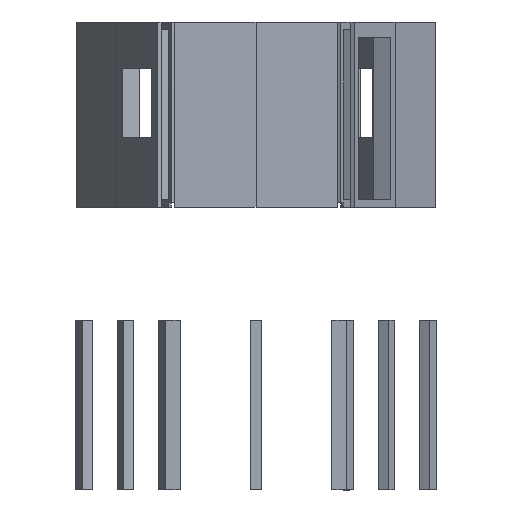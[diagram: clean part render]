
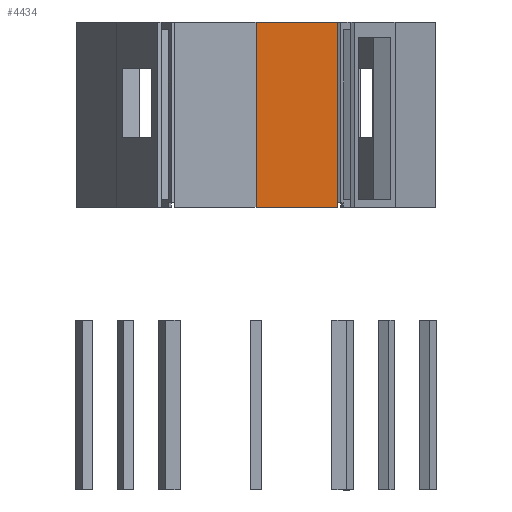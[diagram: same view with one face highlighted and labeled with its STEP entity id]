
A CAD part, left-side view. The second image highlights one B-rep face of the part: STEP entity #4434.
In plain terms, the highlighted face is planar.
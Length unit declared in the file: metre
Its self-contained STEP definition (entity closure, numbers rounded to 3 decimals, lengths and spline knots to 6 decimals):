
#656=ORIENTED_EDGE('',*,*,#1587,.F.);
#657=ORIENTED_EDGE('',*,*,#1597,.F.);
#658=ORIENTED_EDGE('',*,*,#1590,.T.);
#659=ORIENTED_EDGE('',*,*,#1579,.T.);
#1579=EDGE_CURVE('',#2094,#2092,#2565,.T.);
#1587=EDGE_CURVE('',#2099,#2092,#2573,.T.);
#1590=EDGE_CURVE('',#2101,#2094,#2576,.T.);
#1597=EDGE_CURVE('',#2101,#2099,#2583,.T.);
#2092=VERTEX_POINT('',#6704);
#2094=VERTEX_POINT('',#6707);
#2099=VERTEX_POINT('',#6721);
#2101=VERTEX_POINT('',#6729);
#2565=LINE('',#6706,#3155);
#2573=LINE('',#6722,#3163);
#2576=LINE('',#6728,#3166);
#2583=LINE('',#6740,#3173);
#3155=VECTOR('',#5503,1.);
#3163=VECTOR('',#5515,1.);
#3166=VECTOR('',#5522,1.);
#3173=VECTOR('',#5533,1.);
#3625=EDGE_LOOP('',(#656,#657,#658,#659));
#3913=FACE_BOUND('',#3625,.T.);
#4182=PLANE('',#4860);
#4434=ADVANCED_FACE('',(#3913),#4182,.F.);
#4860=AXIS2_PLACEMENT_3D('',#6741,#5534,#5535);
#5503=DIRECTION('',(0.,0.,-1.));
#5515=DIRECTION('',(0.5,0.866,0.));
#5522=DIRECTION('',(0.5,0.866,0.));
#5533=DIRECTION('',(0.,0.,-1.));
#5534=DIRECTION('',(0.866,-0.5,0.));
#5535=DIRECTION('',(-0.5,-0.866,0.));
#6704=CARTESIAN_POINT('',(-0.1524,0.087988,0.));
#6706=CARTESIAN_POINT('',(-0.1524,0.087988,0.2032));
#6707=CARTESIAN_POINT('',(-0.1524,0.087988,0.2032));
#6721=CARTESIAN_POINT('',(-0.19709,0.010583,0.));
#6722=CARTESIAN_POINT('',(-0.174745,0.049286,0.));
#6728=CARTESIAN_POINT('',(-0.174745,0.049286,0.2032));
#6729=CARTESIAN_POINT('',(-0.19709,0.010583,0.2032));
#6740=CARTESIAN_POINT('',(-0.19709,0.010583,0.2032));
#6741=CARTESIAN_POINT('',(-0.174745,0.049286,0.2032));
